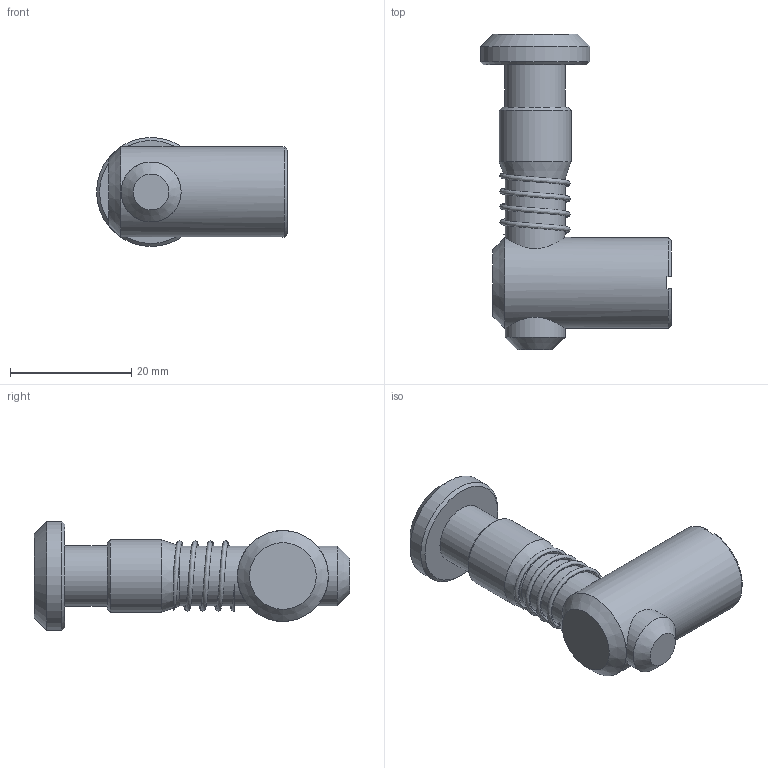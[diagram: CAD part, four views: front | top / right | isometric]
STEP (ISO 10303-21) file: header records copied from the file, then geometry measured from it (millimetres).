
FILE_DESCRIPTION(/* description */ ('Connessione universale'),/* implementation_level */ '2;1');
FILE_NAME(/* name */ 'PCE45-01.stp',/* time_stamp */ '2019-06-05T19:04:19+02:00',/* author */ ('daniele.berto'),/* organization */ ('Microsoft'),/* preprocessor_version */ 'ST-DEVELOPER v17.2',/* originating_system */ 'Autodesk Inventor 2019',/* authorisation */ '');
FILE_SCHEMA (('AUTOMOTIVE_DESIGN { 1 0 10303 214 3 1 1 }'));
Length unit declared in the file: millimetre
Products named in the file (1): PCE45-01
Bounding box: 31.5 x 52 x 18 mm (x, y, z)
Volume: 7991.3 mm3; surface area: 4919 mm2
Topology: 3 solids, 4 shells, 36 faces, 104 edges, 75 vertices
Faces by surface type: plane 16, cone 11, cylinder 7, bspline 2
Full cylindrical faces by diameter (mm): 8.5 x1, 9.9 x2, 10 x1, 11.9 x1, 15 x1, 18 x1
Entity records: 2988 total; most frequent: CARTESIAN_POINT 1987, ORIENTED_EDGE 199, DIRECTION 193, EDGE_CURVE 103, AXIS2_PLACEMENT_3D 78, VERTEX_POINT 75, CIRCLE 43, EDGE_LOOP 42
